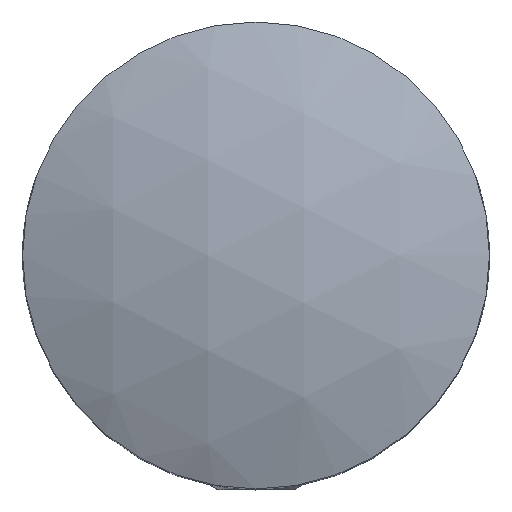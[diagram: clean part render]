
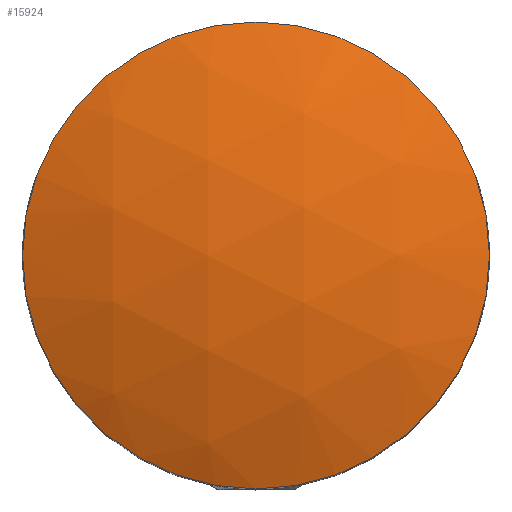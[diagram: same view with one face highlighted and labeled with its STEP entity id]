
A CAD part, top view. The second image highlights one B-rep face of the part: STEP entity #15924.
In plain terms, the highlighted spherical face has radius 28 mm.
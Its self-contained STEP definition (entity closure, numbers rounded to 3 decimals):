
#1045 = SPHERICAL_SURFACE ( 'NONE', #15414, 28. ) ;
#2748 = EDGE_LOOP ( 'NONE', ( #5400 ) ) ;
#5385 = DIRECTION ( 'NONE',  ( 0., 0., 1. ) ) ;
#5400 = ORIENTED_EDGE ( 'NONE', *, *, #7783, .T. ) ;
#7664 = FACE_OUTER_BOUND ( 'NONE', #2748, .T. ) ;
#7783 = EDGE_CURVE ( 'NONE', #16160, #16160, #16724, .T. ) ;
#11775 = DIRECTION ( 'NONE',  ( 0., 1., 0. ) ) ;
#12420 = CARTESIAN_POINT ( 'NONE',  ( 0., 0., 10.749 ) ) ;
#13210 = CARTESIAN_POINT ( 'NONE',  ( 0., 0., -15. ) ) ;
#13332 = DIRECTION ( 'NONE',  ( -1., 0., 0. ) ) ;
#13466 = AXIS2_PLACEMENT_3D ( 'NONE', #12420, #5385, #16648 ) ;
#15414 = AXIS2_PLACEMENT_3D ( 'NONE', #13210, #13332, #11775 ) ;
#15924 = ADVANCED_FACE ( 'NONE', ( #7664 ), #1045, .T. ) ;
#16160 = VERTEX_POINT ( 'NONE', #18189 ) ;
#16648 = DIRECTION ( 'NONE',  ( 0., -1., 0. ) ) ;
#16724 = CIRCLE ( 'NONE', #13466, 11. ) ;
#18189 = CARTESIAN_POINT ( 'NONE',  ( 0., -11., 10.749 ) ) ;
